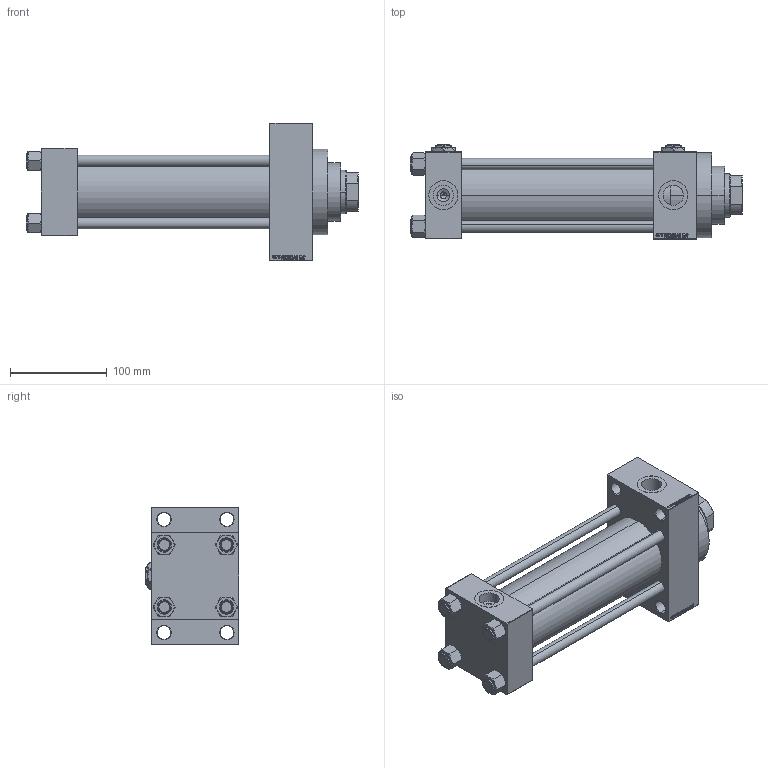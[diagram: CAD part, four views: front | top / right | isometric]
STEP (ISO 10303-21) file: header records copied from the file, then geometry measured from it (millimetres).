
FILE_DESCRIPTION (( 'STEP AP203' ), '1' );
FILE_NAME ('807b.STEP', '2022-04-16T00:41:35', ( '' ), ( '' ), 'SwSTEP 2.0', 'SolidWorks 2019', '' );
FILE_SCHEMA (( 'CONFIG_CONTROL_DESIGN' ));
Length unit declared in the file: millimetre
Products named in the file (7): 807b; V215_VC_A 147f6a063a424174ecf747e454e3bf8a; V215CR_VCP_D 147f6a063a424174ecf747e454e3bf8a; V215CR_D_TYCINKA 147f6a063a424174ecf747e454e3bf8a; NUT_M5_D 147f6a063a424174ecf747e454e3bf8a; V215CR_D_Body 147f6a063a424174ecf747e454e3bf8a; Zatka_pro_OIL_PORT 147f6a063a424174ecf747e454e3bf8a
Assembly tree (13 placements, depth 2):
  807b
    V215CR_D_Body 147f6a063a424174ecf747e454e3bf8a
    V215CR_VCP_D 147f6a063a424174ecf747e454e3bf8a
    NUT_M5_D 147f6a063a424174ecf747e454e3bf8a  x4
    V215CR_D_TYCINKA 147f6a063a424174ecf747e454e3bf8a  x4
    V215_VC_A 147f6a063a424174ecf747e454e3bf8a
    Zatka_pro_OIL_PORT 147f6a063a424174ecf747e454e3bf8a  x2
Bounding box: 343 x 97 x 142 mm (x, y, z)
Volume: 1527065.6 mm3; surface area: 315971.8 mm2
Topology: 13 solids, 13 shells, 1203 faces, 2984 edges, 1922 vertices
Faces by surface type: plane 544, bspline 368, cone 186, cylinder 97, torus 8
Entity records: 49269 total; most frequent: CARTESIAN_POINT 25724, ORIENTED_EDGE 5268, DIRECTION 3440, EDGE_CURVE 2634, VERTEX_POINT 1720, VECTOR 1552, LINE 1552, EDGE_LOOP 1178
